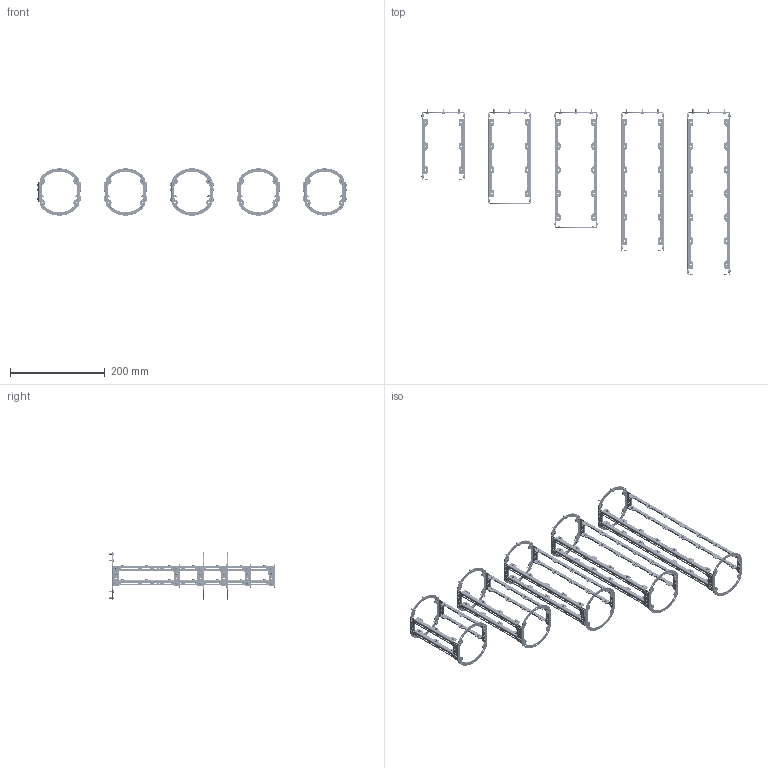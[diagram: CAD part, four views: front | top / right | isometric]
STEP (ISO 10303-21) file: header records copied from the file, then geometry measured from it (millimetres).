
FILE_DESCRIPTION (( 'STEP AP203' ), '1' );
FILE_NAME ('14011201-02.STEP', '2024-05-09T09:58:40', ( '' ), ( '' ), 'SwSTEP 2.0', 'SolidWorks 2022', '' );
FILE_SCHEMA (( 'CONFIG_CONTROL_DESIGN' ));
Length unit declared in the file: millimetre
Products named in the file (1): 14011201-02
Bounding box: 652 x 350.8 x 100 mm (x, y, z)
Volume: 140673.4 mm3; surface area: 246429.6 mm2
Topology: 5 solids, 5 shells, 5304 faces, 14312 edges, 9358 vertices
Faces by surface type: cylinder 2404, plane 2360, cone 480, torus 60
Entity records: 168933 total; most frequent: DIRECTION 30690, CARTESIAN_POINT 28975, ORIENTED_EDGE 28504, EDGE_CURVE 14252, AXIS2_PLACEMENT_3D 11153, VERTEX_POINT 9358, LINE 8384, VECTOR 8384
